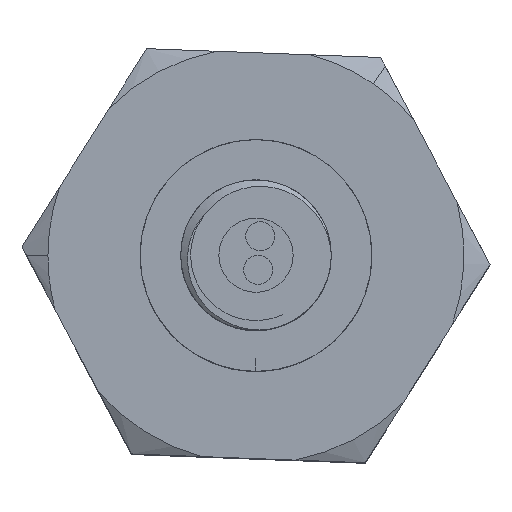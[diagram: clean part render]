
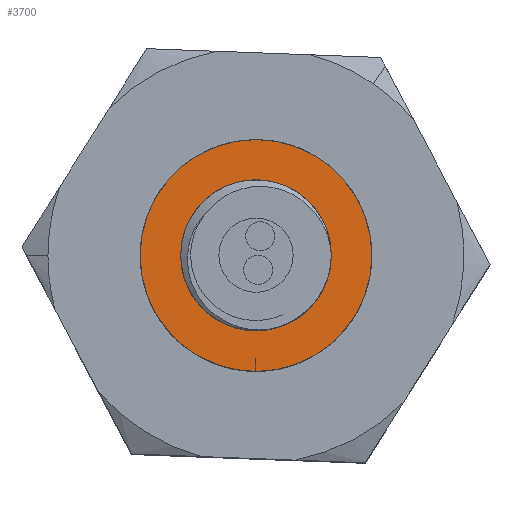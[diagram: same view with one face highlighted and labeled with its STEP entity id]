
A CAD part, top view. The second image highlights one B-rep face of the part: STEP entity #3700.
In plain terms, the highlighted planar face has unit normal (0, 0, 1).
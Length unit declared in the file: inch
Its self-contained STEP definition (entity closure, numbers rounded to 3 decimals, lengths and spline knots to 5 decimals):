
#6 = CARTESIAN_POINT ( 'NONE',  ( -0.02935, -0.03958, 0.47244 ) ) ;
#60 = CARTESIAN_POINT ( 'NONE',  ( -0.03963, 0.02349, 0.47244 ) ) ;
#235 = EDGE_LOOP ( 'NONE', ( #11259, #2266, #5381 ) ) ;
#483 = AXIS2_PLACEMENT_3D ( 'NONE', #11377, #7866, #3385 ) ;
#599 = ORIENTED_EDGE ( 'NONE', *, *, #4522, .F. ) ;
#632 = CARTESIAN_POINT ( 'NONE',  ( 0.04684, 0.01846, 0.47244 ) ) ;
#667 = B_SPLINE_CURVE_WITH_KNOTS ( 'NONE', 3,
 ( #9031, #1994, #8094, #3612, #8917, #10608, #6, #10786, #7281, #4480, #9733, #2857, #60, #3548 ),
 .UNSPECIFIED., .F., .F.,
 ( 4, 2, 2, 2, 2, 2, 4 ),
 ( 0., 0.00037, 0.00075, 0.00112, 0.0015, 0.00224, 0.00299 ),
 .UNSPECIFIED. ) ;
#763 = ORIENTED_EDGE ( 'NONE', *, *, #5294, .F. ) ;
#796 = CARTESIAN_POINT ( 'NONE',  ( 0.05, 0.00952, 0.47244 ) ) ;
#1394 = CARTESIAN_POINT ( 'NONE',  ( -0.03238, 0.03031, 0.47244 ) ) ;
#1472 = VERTEX_POINT ( 'NONE', #7643 ) ;
#1565 = CARTESIAN_POINT ( 'NONE',  ( 0., 0., 0.47244 ) ) ;
#1795 = VERTEX_POINT ( 'NONE', #5768 ) ;
#1994 = CARTESIAN_POINT ( 'NONE',  ( 0.00265, -0.05108, 0.47244 ) ) ;
#2039 = DIRECTION ( 'NONE',  ( 0., 0., -1. ) ) ;
#2266 = ORIENTED_EDGE ( 'NONE', *, *, #3540, .T. ) ;
#2438 = CARTESIAN_POINT ( 'NONE',  ( 0.02835, 0.04041, 0.47244 ) ) ;
#2857 = CARTESIAN_POINT ( 'NONE',  ( -0.04442, 0.01432, 0.47244 ) ) ;
#3134 = CARTESIAN_POINT ( 'NONE',  ( -0.07874, 0., 0.47244 ) ) ;
#3385 = DIRECTION ( 'NONE',  ( -1., 0., 0. ) ) ;
#3522 = CARTESIAN_POINT ( 'NONE',  ( 0., 0., 0.47244 ) ) ;
#3540 = EDGE_CURVE ( 'NONE', #8810, #5384, #6242, .T. ) ;
#3548 = CARTESIAN_POINT ( 'NONE',  ( -0.03238, 0.03031, 0.47244 ) ) ;
#3549 = CARTESIAN_POINT ( 'NONE',  ( -0.03238, 0.03031, 0.47244 ) ) ;
#3612 = CARTESIAN_POINT ( 'NONE',  ( -0.01195, -0.04887, 0.47244 ) ) ;
#3641 = DIRECTION ( 'NONE',  ( 0., 0., 1. ) ) ;
#3700 = ADVANCED_FACE ( 'NONE', ( #11036, #3976 ), #8881, .T. ) ;
#3808 = CIRCLE ( 'NONE', #4914, 0.07874 ) ;
#3976 = FACE_BOUND ( 'NONE', #235, .T. ) ;
#4480 = CARTESIAN_POINT ( 'NONE',  ( -0.0458, -0.01536, 0.47244 ) ) ;
#4484 = VERTEX_POINT ( 'NONE', #6381 ) ;
#4505 = DIRECTION ( 'NONE',  ( 1., 0., 0. ) ) ;
#4522 = EDGE_CURVE ( 'NONE', #4603, #1795, #3808, .T. ) ;
#4603 = VERTEX_POINT ( 'NONE', #3134 ) ;
#4914 = AXIS2_PLACEMENT_3D ( 'NONE', #10009, #2039, #7380 ) ;
#4930 = CARTESIAN_POINT ( 'NONE',  ( -0.02629, 0.03775, 0.47244 ) ) ;
#5122 = CIRCLE ( 'NONE', #9972, 0.07874 ) ;
#5294 = EDGE_CURVE ( 'NONE', #1472, #4603, #6029, .T. ) ;
#5381 = ORIENTED_EDGE ( 'NONE', *, *, #7680, .T. ) ;
#5384 = VERTEX_POINT ( 'NONE', #8981 ) ;
#5768 = CARTESIAN_POINT ( 'NONE',  ( 0.07874, 0., 0.47244 ) ) ;
#5922 = DIRECTION ( 'NONE',  ( -1., 0., 0. ) ) ;
#5968 = CARTESIAN_POINT ( 'NONE',  ( 0.03625, 0.03427, 0.47244 ) ) ;
#6023 = CARTESIAN_POINT ( 'NONE',  ( 0.01055, 0.04713, 0.47244 ) ) ;
#6029 = CIRCLE ( 'NONE', #483, 0.07874 ) ;
#6137 = CARTESIAN_POINT ( 'NONE',  ( 0.04459, 0.02276, 0.47244 ) ) ;
#6139 = DIRECTION ( 'NONE',  ( 0., 0., -1. ) ) ;
#6242 = B_SPLINE_CURVE_WITH_KNOTS ( 'NONE', 3,
 ( #1394, #4930, #8602, #7071, #6023, #2438, #5968, #6137, #632, #796, #10420, #11514 ),
 .UNSPECIFIED., .F., .F.,
 ( 4, 2, 2, 2, 2, 4 ),
 ( 0., 0.00072, 0.00144, 0.00217, 0.00253, 0.00289 ),
 .UNSPECIFIED. ) ;
#6381 = CARTESIAN_POINT ( 'NONE',  ( 0.0076, -0.05061, 0.47244 ) ) ;
#6431 = AXIS2_PLACEMENT_3D ( 'NONE', #1565, #8386, #5922 ) ;
#7071 = CARTESIAN_POINT ( 'NONE',  ( 0.00067, 0.04769, 0.47244 ) ) ;
#7074 = DIRECTION ( 'NONE',  ( -1., 0., 0. ) ) ;
#7160 = EDGE_CURVE ( 'NONE', #1795, #1472, #5122, .T. ) ;
#7281 = CARTESIAN_POINT ( 'NONE',  ( -0.03916, -0.0285, 0.47244 ) ) ;
#7380 = DIRECTION ( 'NONE',  ( -1., 0., 0. ) ) ;
#7595 = EDGE_CURVE ( 'NONE', #4484, #8810, #667, .T. ) ;
#7643 = CARTESIAN_POINT ( 'NONE',  ( 0., -0.07874, 0.47244 ) ) ;
#7680 = EDGE_CURVE ( 'NONE', #5384, #4484, #10918, .T. ) ;
#7866 = DIRECTION ( 'NONE',  ( 0., 0., -1. ) ) ;
#8094 = CARTESIAN_POINT ( 'NONE',  ( -0.00225, -0.05082, 0.47244 ) ) ;
#8386 = DIRECTION ( 'NONE',  ( 0., 0., -1. ) ) ;
#8602 = CARTESIAN_POINT ( 'NONE',  ( -0.0179, 0.04292, 0.47244 ) ) ;
#8810 = VERTEX_POINT ( 'NONE', #3549 ) ;
#8881 = PLANE ( 'NONE',  #9079 ) ;
#8917 = CARTESIAN_POINT ( 'NONE',  ( -0.01663, -0.04719, 0.47244 ) ) ;
#8981 = CARTESIAN_POINT ( 'NONE',  ( 0.05118, 0., 0.47244 ) ) ;
#9031 = CARTESIAN_POINT ( 'NONE',  ( 0.0076, -0.05061, 0.47244 ) ) ;
#9079 = AXIS2_PLACEMENT_3D ( 'NONE', #10815, #3641, #4505 ) ;
#9662 = ORIENTED_EDGE ( 'NONE', *, *, #7160, .F. ) ;
#9733 = CARTESIAN_POINT ( 'NONE',  ( -0.04749, -0.00507, 0.47244 ) ) ;
#9972 = AXIS2_PLACEMENT_3D ( 'NONE', #3522, #6139, #7074 ) ;
#10009 = CARTESIAN_POINT ( 'NONE',  ( 0., 0., 0.47244 ) ) ;
#10420 = CARTESIAN_POINT ( 'NONE',  ( 0.05094, 0.0048, 0.47244 ) ) ;
#10608 = CARTESIAN_POINT ( 'NONE',  ( -0.02531, -0.04257, 0.47244 ) ) ;
#10786 = CARTESIAN_POINT ( 'NONE',  ( -0.03622, -0.0326, 0.47244 ) ) ;
#10815 = CARTESIAN_POINT ( 'NONE',  ( 0., 0., 0.47244 ) ) ;
#10889 = EDGE_LOOP ( 'NONE', ( #599, #763, #9662 ) ) ;
#10918 = CIRCLE ( 'NONE', #6431, 0.05118 ) ;
#11036 = FACE_OUTER_BOUND ( 'NONE', #10889, .T. ) ;
#11259 = ORIENTED_EDGE ( 'NONE', *, *, #7595, .T. ) ;
#11377 = CARTESIAN_POINT ( 'NONE',  ( 0., 0., 0.47244 ) ) ;
#11514 = CARTESIAN_POINT ( 'NONE',  ( 0.05118, 0., 0.47244 ) ) ;
